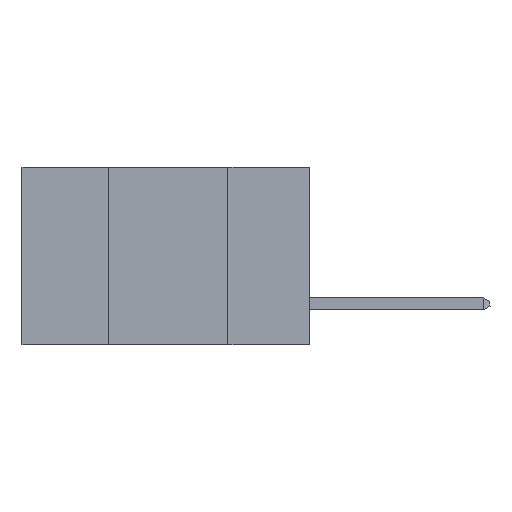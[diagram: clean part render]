
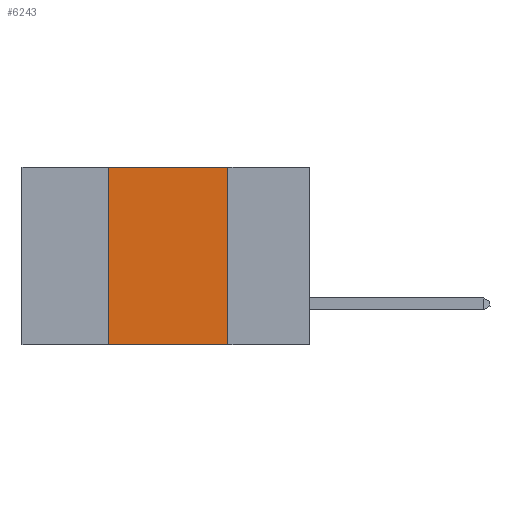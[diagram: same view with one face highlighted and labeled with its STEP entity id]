
A CAD part, left-side view. The second image highlights one B-rep face of the part: STEP entity #6243.
In plain terms, the highlighted planar face has unit normal (-1, 0, 0).
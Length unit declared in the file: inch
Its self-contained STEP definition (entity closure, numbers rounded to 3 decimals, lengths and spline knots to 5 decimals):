
#24 = DIRECTION ( 'NONE',  ( 1., 0., 0. ) ) ;
#483 = VERTEX_POINT ( 'NONE', #6083 ) ;
#849 = VERTEX_POINT ( 'NONE', #3854 ) ;
#896 = EDGE_CURVE ( 'NONE', #849, #6761, #7237, .T. ) ;
#897 = DIRECTION ( 'NONE',  ( 0., 0., -1. ) ) ;
#963 = DIRECTION ( 'NONE',  ( 0., -1., 0. ) ) ;
#1103 = DIRECTION ( 'NONE',  ( 0., -1., 0. ) ) ;
#1215 = VECTOR ( 'NONE', #7479, 39.37008 ) ;
#1439 = ORIENTED_EDGE ( 'NONE', *, *, #4980, .F. ) ;
#2358 = VERTEX_POINT ( 'NONE', #6382 ) ;
#2727 = EDGE_CURVE ( 'NONE', #2358, #6761, #8628, .T. ) ;
#2998 = EDGE_CURVE ( 'NONE', #483, #849, #6187, .T. ) ;
#3819 = EDGE_LOOP ( 'NONE', ( #6788, #5156, #1439, #10238 ) ) ;
#3854 = CARTESIAN_POINT ( 'NONE',  ( 0., 0.17, 0. ) ) ;
#4141 = VECTOR ( 'NONE', #1103, 39.37008 ) ;
#4234 = CARTESIAN_POINT ( 'NONE',  ( 0., 0.42, 0. ) ) ;
#4496 = CARTESIAN_POINT ( 'NONE',  ( 0., 0.6, -0.37 ) ) ;
#4980 = EDGE_CURVE ( 'NONE', #2358, #483, #5425, .T. ) ;
#5156 = ORIENTED_EDGE ( 'NONE', *, *, #2998, .F. ) ;
#5425 = LINE ( 'NONE', #4234, #1215 ) ;
#5454 = CARTESIAN_POINT ( 'NONE',  ( 0., 0.17, 0. ) ) ;
#5963 = CARTESIAN_POINT ( 'NONE',  ( 0., 0.6, 0. ) ) ;
#6083 = CARTESIAN_POINT ( 'NONE',  ( 0., 0.42, 0. ) ) ;
#6141 = FACE_OUTER_BOUND ( 'NONE', #3819, .T. ) ;
#6187 = LINE ( 'NONE', #5963, #7305 ) ;
#6243 = ADVANCED_FACE ( 'NONE', ( #6141 ), #8324, .F. ) ;
#6382 = CARTESIAN_POINT ( 'NONE',  ( 0., 0.42, -0.37 ) ) ;
#6575 = CARTESIAN_POINT ( 'NONE',  ( 0., 0.17, -0.37 ) ) ;
#6761 = VERTEX_POINT ( 'NONE', #6575 ) ;
#6788 = ORIENTED_EDGE ( 'NONE', *, *, #896, .F. ) ;
#7109 = AXIS2_PLACEMENT_3D ( 'NONE', #9150, #24, #897 ) ;
#7237 = LINE ( 'NONE', #5454, #10618 ) ;
#7305 = VECTOR ( 'NONE', #963, 39.37008 ) ;
#7479 = DIRECTION ( 'NONE',  ( 0., 0., 1. ) ) ;
#8324 = PLANE ( 'NONE',  #7109 ) ;
#8628 = LINE ( 'NONE', #4496, #4141 ) ;
#8779 = DIRECTION ( 'NONE',  ( 0., 0., -1. ) ) ;
#9150 = CARTESIAN_POINT ( 'NONE',  ( 0., 0.6, 0. ) ) ;
#10238 = ORIENTED_EDGE ( 'NONE', *, *, #2727, .T. ) ;
#10618 = VECTOR ( 'NONE', #8779, 39.37008 ) ;
